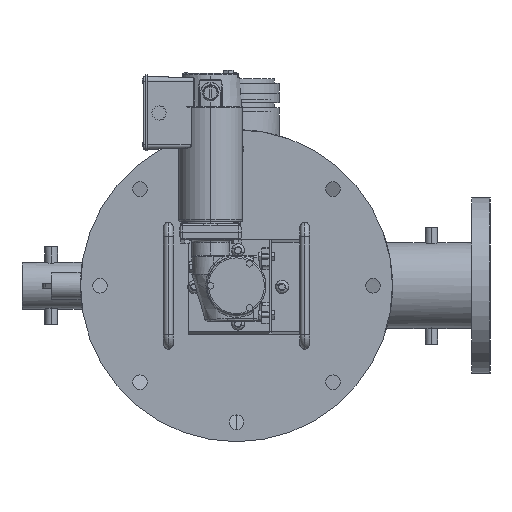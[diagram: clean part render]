
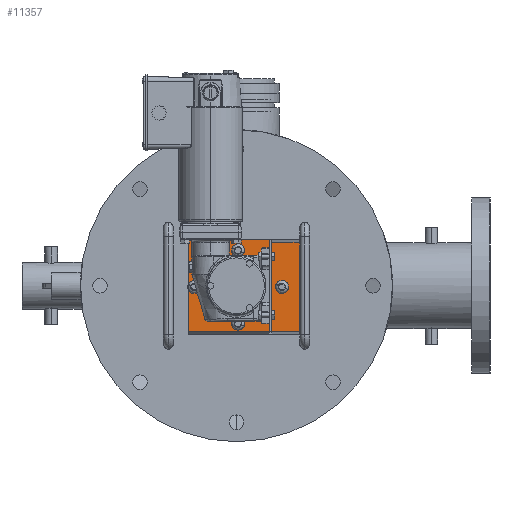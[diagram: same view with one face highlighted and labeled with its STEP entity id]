
A CAD part, left-side view. The second image highlights one B-rep face of the part: STEP entity #11357.
In plain terms, the highlighted face is planar.
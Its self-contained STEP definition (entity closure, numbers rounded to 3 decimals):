
#82 = AXIS2_PLACEMENT_3D ( 'NONE', #8266, #30368, #5405 ) ;
#313 = DIRECTION ( 'NONE',  ( 0., 0., 1. ) ) ;
#448 = ORIENTED_EDGE ( 'NONE', *, *, #3205, .T. ) ;
#540 = CARTESIAN_POINT ( 'NONE',  ( 122.936, 174.625, 74.295 ) ) ;
#658 = CARTESIAN_POINT ( 'NONE',  ( 3.175, 174.625, 74.295 ) ) ;
#1473 = CARTESIAN_POINT ( 'NONE',  ( 61.468, 174.625, 9.195 ) ) ;
#1735 = VECTOR ( 'NONE', #35704, 1000. ) ;
#2018 = ORIENTED_EDGE ( 'NONE', *, *, #2212, .F. ) ;
#2212 = EDGE_CURVE ( 'NONE', #12240, #13468, #32159, .T. ) ;
#2674 = VERTEX_POINT ( 'NONE', #16877 ) ;
#2811 = CARTESIAN_POINT ( 'NONE',  ( 13.843, 174.625, 9.195 ) ) ;
#3010 = CIRCLE ( 'NONE', #16439, 4.763 ) ;
#3136 = CARTESIAN_POINT ( 'NONE',  ( 13.843, 174.625, 9.195 ) ) ;
#3152 = DIRECTION ( 'NONE',  ( 0., 1., 0. ) ) ;
#3205 = EDGE_CURVE ( 'NONE', #32534, #13440, #25112, .T. ) ;
#3291 = VECTOR ( 'NONE', #28650, 1000. ) ;
#3321 = EDGE_CURVE ( 'NONE', #19063, #2674, #5237, .T. ) ;
#3409 = VECTOR ( 'NONE', #14510, 1000. ) ;
#3922 = VERTEX_POINT ( 'NONE', #28657 ) ;
#3930 = DIRECTION ( 'NONE',  ( 0., 1., 0. ) ) ;
#3958 = FACE_BOUND ( 'NONE', #29758, .T. ) ;
#3995 = LINE ( 'NONE', #13615, #8803 ) ;
#4387 = CARTESIAN_POINT ( 'NONE',  ( 61.468, 174.625, -47.955 ) ) ;
#4400 = CARTESIAN_POINT ( 'NONE',  ( 3.175, 174.625, -74.295 ) ) ;
#4534 = ORIENTED_EDGE ( 'NONE', *, *, #19729, .T. ) ;
#4726 = CARTESIAN_POINT ( 'NONE',  ( 61.468, 174.625, -47.955 ) ) ;
#5236 = LINE ( 'NONE', #540, #3409 ) ;
#5237 = CIRCLE ( 'NONE', #23012, 4.762 ) ;
#5405 = DIRECTION ( 'NONE',  ( 0., 0., 1. ) ) ;
#5463 = EDGE_CURVE ( 'NONE', #13440, #32534, #8602, .T. ) ;
#5529 = VERTEX_POINT ( 'NONE', #32315 ) ;
#5569 = AXIS2_PLACEMENT_3D ( 'NONE', #12827, #3930, #24053 ) ;
#6104 = CARTESIAN_POINT ( 'NONE',  ( 61.468, 174.625, -52.718 ) ) ;
#6333 = DIRECTION ( 'NONE',  ( 0., 0., 1. ) ) ;
#6582 = CARTESIAN_POINT ( 'NONE',  ( 109.093, 174.625, 4.432 ) ) ;
#6890 = VERTEX_POINT ( 'NONE', #17019 ) ;
#7272 = ORIENTED_EDGE ( 'NONE', *, *, #27958, .T. ) ;
#7400 = DIRECTION ( 'NONE',  ( 0., 1., 0. ) ) ;
#8072 = EDGE_LOOP ( 'NONE', ( #19755, #20092, #2018, #31841 ) ) ;
#8169 = EDGE_LOOP ( 'NONE', ( #7272, #4534 ) ) ;
#8266 = CARTESIAN_POINT ( 'NONE',  ( 61.468, 174.625, 66.345 ) ) ;
#8400 = FACE_OUTER_BOUND ( 'NONE', #8072, .T. ) ;
#8602 = CIRCLE ( 'NONE', #5569, 4.762 ) ;
#8803 = VECTOR ( 'NONE', #21883, 1000. ) ;
#8809 = CARTESIAN_POINT ( 'NONE',  ( 122.936, 174.625, 74.295 ) ) ;
#8898 = CARTESIAN_POINT ( 'NONE',  ( 3.175, 174.625, 74.295 ) ) ;
#9230 = AXIS2_PLACEMENT_3D ( 'NONE', #3136, #11797, #6333 ) ;
#9406 = EDGE_LOOP ( 'NONE', ( #14288, #19585 ) ) ;
#9806 = CARTESIAN_POINT ( 'NONE',  ( 61.468, 174.625, 71.107 ) ) ;
#10542 = EDGE_CURVE ( 'NONE', #3922, #6890, #28698, .T. ) ;
#10865 = PLANE ( 'NONE',  #15080 ) ;
#10943 = EDGE_CURVE ( 'NONE', #20995, #5529, #3995, .T. ) ;
#11357 = ADVANCED_FACE ( 'NONE', ( #12798, #12360, #26493, #3958, #22926, #8400 ), #10865, .F. ) ;
#11797 = DIRECTION ( 'NONE',  ( 0., 1., 0. ) ) ;
#12240 = VERTEX_POINT ( 'NONE', #658 ) ;
#12360 = FACE_BOUND ( 'NONE', #31091, .T. ) ;
#12526 = EDGE_CURVE ( 'NONE', #6890, #3922, #34817, .T. ) ;
#12777 = DIRECTION ( 'NONE',  ( 0., 1., 0. ) ) ;
#12798 = FACE_BOUND ( 'NONE', #19654, .T. ) ;
#12827 = CARTESIAN_POINT ( 'NONE',  ( 109.093, 174.625, 9.195 ) ) ;
#12910 = CIRCLE ( 'NONE', #9230, 4.762 ) ;
#13250 = DIRECTION ( 'NONE',  ( 0., 0., 1. ) ) ;
#13440 = VERTEX_POINT ( 'NONE', #6582 ) ;
#13446 = DIRECTION ( 'NONE',  ( 0., 0., 1. ) ) ;
#13468 = VERTEX_POINT ( 'NONE', #8809 ) ;
#13615 = CARTESIAN_POINT ( 'NONE',  ( 0., 174.625, -74.295 ) ) ;
#14288 = ORIENTED_EDGE ( 'NONE', *, *, #10542, .T. ) ;
#14507 = EDGE_CURVE ( 'NONE', #29476, #26605, #12910, .T. ) ;
#14510 = DIRECTION ( 'NONE',  ( 0., 0., -1. ) ) ;
#14515 = CARTESIAN_POINT ( 'NONE',  ( 0., 174.625, 74.295 ) ) ;
#14794 = AXIS2_PLACEMENT_3D ( 'NONE', #1473, #7400, #27138 ) ;
#15067 = DIRECTION ( 'NONE',  ( 0., 0., 1. ) ) ;
#15080 = AXIS2_PLACEMENT_3D ( 'NONE', #14515, #3152, #313 ) ;
#16201 = CIRCLE ( 'NONE', #82, 4.763 ) ;
#16301 = CARTESIAN_POINT ( 'NONE',  ( 61.468, 174.625, 61.582 ) ) ;
#16439 = AXIS2_PLACEMENT_3D ( 'NONE', #24815, #30473, #13446 ) ;
#16877 = CARTESIAN_POINT ( 'NONE',  ( 61.468, 174.625, -43.193 ) ) ;
#17005 = DIRECTION ( 'NONE',  ( 0., 0., 1. ) ) ;
#17019 = CARTESIAN_POINT ( 'NONE',  ( 61.468, 174.625, -16.205 ) ) ;
#18976 = CIRCLE ( 'NONE', #19051, 4.762 ) ;
#19051 = AXIS2_PLACEMENT_3D ( 'NONE', #4726, #30139, #13250 ) ;
#19063 = VERTEX_POINT ( 'NONE', #6104 ) ;
#19585 = ORIENTED_EDGE ( 'NONE', *, *, #12526, .T. ) ;
#19654 = EDGE_LOOP ( 'NONE', ( #23719, #21336 ) ) ;
#19729 = EDGE_CURVE ( 'NONE', #35427, #33477, #16201, .T. ) ;
#19755 = ORIENTED_EDGE ( 'NONE', *, *, #10943, .T. ) ;
#19786 = EDGE_CURVE ( 'NONE', #26605, #29476, #36029, .T. ) ;
#20092 = ORIENTED_EDGE ( 'NONE', *, *, #24285, .F. ) ;
#20295 = EDGE_CURVE ( 'NONE', #12240, #20995, #24529, .T. ) ;
#20995 = VERTEX_POINT ( 'NONE', #4400 ) ;
#21336 = ORIENTED_EDGE ( 'NONE', *, *, #3321, .T. ) ;
#21883 = DIRECTION ( 'NONE',  ( 1., 0., 0. ) ) ;
#22926 = FACE_BOUND ( 'NONE', #9406, .T. ) ;
#23012 = AXIS2_PLACEMENT_3D ( 'NONE', #4387, #12777, #24377 ) ;
#23114 = AXIS2_PLACEMENT_3D ( 'NONE', #30312, #27370, #36581 ) ;
#23719 = ORIENTED_EDGE ( 'NONE', *, *, #27760, .T. ) ;
#24053 = DIRECTION ( 'NONE',  ( 0., 0., 1. ) ) ;
#24285 = EDGE_CURVE ( 'NONE', #13468, #5529, #5236, .T. ) ;
#24377 = DIRECTION ( 'NONE',  ( 0., 0., 1. ) ) ;
#24474 = AXIS2_PLACEMENT_3D ( 'NONE', #29255, #34648, #15067 ) ;
#24490 = CARTESIAN_POINT ( 'NONE',  ( 0., 174.625, 74.295 ) ) ;
#24529 = LINE ( 'NONE', #8898, #3291 ) ;
#24815 = CARTESIAN_POINT ( 'NONE',  ( 61.468, 174.625, 66.345 ) ) ;
#25112 = CIRCLE ( 'NONE', #24474, 4.762 ) ;
#25635 = DIRECTION ( 'NONE',  ( 0., 1., 0. ) ) ;
#25646 = ORIENTED_EDGE ( 'NONE', *, *, #19786, .T. ) ;
#26493 = FACE_BOUND ( 'NONE', #8169, .T. ) ;
#26605 = VERTEX_POINT ( 'NONE', #27523 ) ;
#27138 = DIRECTION ( 'NONE',  ( 0., 0., 1. ) ) ;
#27370 = DIRECTION ( 'NONE',  ( 0., 1., 0. ) ) ;
#27523 = CARTESIAN_POINT ( 'NONE',  ( 13.843, 174.625, 13.957 ) ) ;
#27760 = EDGE_CURVE ( 'NONE', #2674, #19063, #18976, .T. ) ;
#27958 = EDGE_CURVE ( 'NONE', #33477, #35427, #3010, .T. ) ;
#28650 = DIRECTION ( 'NONE',  ( 0., 0., -1. ) ) ;
#28657 = CARTESIAN_POINT ( 'NONE',  ( 61.468, 174.625, 34.595 ) ) ;
#28698 = CIRCLE ( 'NONE', #14794, 25.4 ) ;
#29255 = CARTESIAN_POINT ( 'NONE',  ( 109.093, 174.625, 9.195 ) ) ;
#29476 = VERTEX_POINT ( 'NONE', #32347 ) ;
#29758 = EDGE_LOOP ( 'NONE', ( #448, #35141 ) ) ;
#30139 = DIRECTION ( 'NONE',  ( 0., 1., 0. ) ) ;
#30295 = CARTESIAN_POINT ( 'NONE',  ( 109.093, 174.625, 13.957 ) ) ;
#30312 = CARTESIAN_POINT ( 'NONE',  ( 61.468, 174.625, 9.195 ) ) ;
#30368 = DIRECTION ( 'NONE',  ( 0., 1., 0. ) ) ;
#30473 = DIRECTION ( 'NONE',  ( 0., 1., 0. ) ) ;
#31091 = EDGE_LOOP ( 'NONE', ( #25646, #32851 ) ) ;
#31841 = ORIENTED_EDGE ( 'NONE', *, *, #20295, .T. ) ;
#32159 = LINE ( 'NONE', #24490, #1735 ) ;
#32315 = CARTESIAN_POINT ( 'NONE',  ( 122.936, 174.625, -74.295 ) ) ;
#32347 = CARTESIAN_POINT ( 'NONE',  ( 13.843, 174.625, 4.432 ) ) ;
#32534 = VERTEX_POINT ( 'NONE', #30295 ) ;
#32851 = ORIENTED_EDGE ( 'NONE', *, *, #14507, .T. ) ;
#33477 = VERTEX_POINT ( 'NONE', #9806 ) ;
#34613 = AXIS2_PLACEMENT_3D ( 'NONE', #2811, #25635, #17005 ) ;
#34648 = DIRECTION ( 'NONE',  ( 0., 1., 0. ) ) ;
#34817 = CIRCLE ( 'NONE', #23114, 25.4 ) ;
#35141 = ORIENTED_EDGE ( 'NONE', *, *, #5463, .T. ) ;
#35427 = VERTEX_POINT ( 'NONE', #16301 ) ;
#35704 = DIRECTION ( 'NONE',  ( 1., 0., 0. ) ) ;
#36029 = CIRCLE ( 'NONE', #34613, 4.762 ) ;
#36581 = DIRECTION ( 'NONE',  ( 0., 0., 1. ) ) ;
